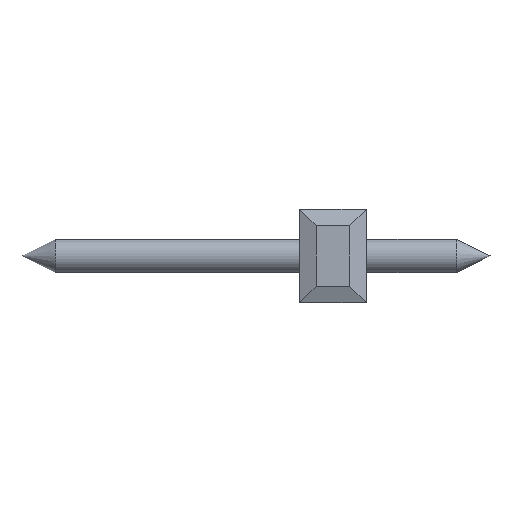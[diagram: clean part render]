
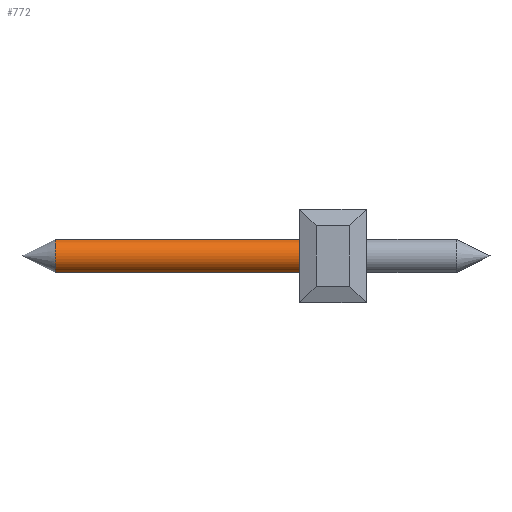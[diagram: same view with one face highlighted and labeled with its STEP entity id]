
A CAD part, left-side view. The second image highlights one B-rep face of the part: STEP entity #772.
In plain terms, the highlighted cylindrical face has radius 0.5 mm (diameter 1 mm), a full revolution.
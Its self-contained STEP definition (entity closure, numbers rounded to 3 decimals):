
#772 = ADVANCED_FACE( '', ( #1671, #1672 ), #1673, .T. );
#1671 = FACE_OUTER_BOUND( '', #2662, .T. );
#1672 = FACE_OUTER_BOUND( '', #2663, .T. );
#1673 = CYLINDRICAL_SURFACE( '', #2664, 0.5 );
#2662 = EDGE_LOOP( '', ( #4768 ) );
#2663 = EDGE_LOOP( '', ( #4769 ) );
#2664 = AXIS2_PLACEMENT_3D( '', #4770, #4771, #4772 );
#4768 = ORIENTED_EDGE( '', *, *, #6022, .F. );
#4769 = ORIENTED_EDGE( '', *, *, #6263, .T. );
#4770 = CARTESIAN_POINT( '', ( 182.185, 131.078, 51.3 ) );
#4771 = DIRECTION( '', ( 0., 1., 0. ) );
#4772 = DIRECTION( '', ( 1., 0., 0. ) );
#6022 = EDGE_CURVE( '', #7309, #7309, #7310, .F. );
#6263 = EDGE_CURVE( '', #7601, #7601, #7602, .F. );
#7309 = VERTEX_POINT( '', #9047 );
#7310 = CIRCLE( '', #9048, 0.5 );
#7601 = VERTEX_POINT( '', #9482 );
#7602 = CIRCLE( '', #9483, 0.5 );
#9047 = CARTESIAN_POINT( '', ( 181.685, 122.578, 51.3 ) );
#9048 = AXIS2_PLACEMENT_3D( '', #10265, #10266, #10267 );
#9482 = CARTESIAN_POINT( '', ( 181.685, 130.078, 51.3 ) );
#9483 = AXIS2_PLACEMENT_3D( '', #10441, #10442, #10443 );
#10265 = CARTESIAN_POINT( '', ( 182.185, 122.578, 51.3 ) );
#10266 = DIRECTION( '', ( 0., 1., 0. ) );
#10267 = DIRECTION( '', ( -1., 0., 0. ) );
#10441 = CARTESIAN_POINT( '', ( 182.185, 130.078, 51.3 ) );
#10442 = DIRECTION( '', ( 0., 1., 0. ) );
#10443 = DIRECTION( '', ( -1., 0., 0. ) );
